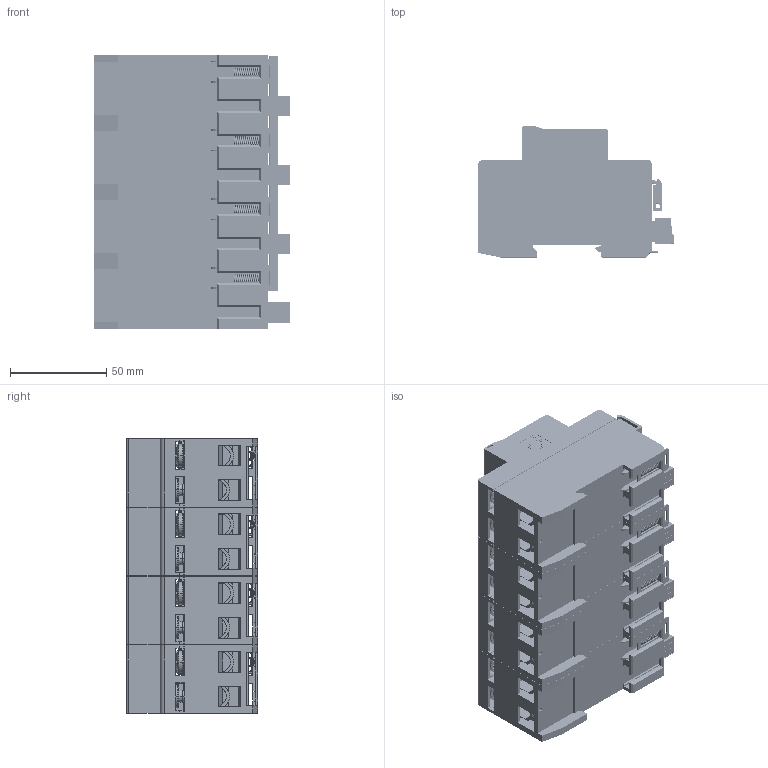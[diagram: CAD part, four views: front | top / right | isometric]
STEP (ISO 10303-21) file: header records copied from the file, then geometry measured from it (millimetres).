
FILE_DESCRIPTION(('Creo Elements/Direct Modeling STEP Export'),'2;1');
FILE_NAME('DS254VG.stp','2014-01-28T 9:58:31',(''),(''),'Creo Elements/Direct Modeling STEP processor for AP214 (Solid Model)','Creo Elements/Direct Modeling 18.1A 09-Jun-2012 (C) Parametric Technology GmbH','');
FILE_SCHEMA(('AUTOMOTIVE_DESIGN { 1 0 10303 214 1 1 1 1 }'));
Products named in the file (2): DS254VG
Assembly tree (1 placements, depth 2):
  DS254VG
    DS254VG
Bounding box: 101.3 x 68 x 142.7 mm (x, y, z)
Volume: 213325.6 mm3; surface area: 242556.5 mm2
Topology: 1 solids, 9 shells, 6215 faces, 17499 edges, 11308 vertices
Faces by surface type: plane 4486, cylinder 1365, cone 176, torus 92, sphere 64, bspline 32
Entity records: 236020 total; most frequent: CARTESIAN_POINT 80786, ORIENTED_EDGE 34920, DIRECTION 29314, EDGE_CURVE 17460, VECTOR 12714, LINE 12714, VERTEX_POINT 11308, AXIS2_PLACEMENT_3D 8300
